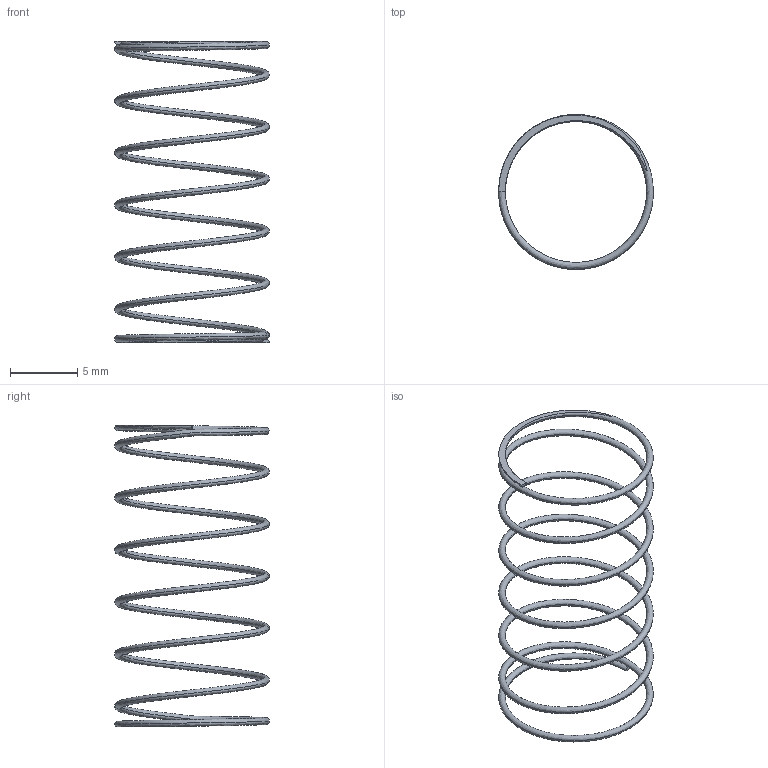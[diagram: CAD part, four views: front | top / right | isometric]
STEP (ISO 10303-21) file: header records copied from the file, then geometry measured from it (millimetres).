
FILE_DESCRIPTION(('STEP AP214'),'1');
FILE_NAME('cctmp_6EFEC9A1-BCF3-4B64-9EA5-4FCF95042DEB_2020_7_9_11_41_52_596..stp','2020-07-09T09:41:52',('Gutekunst + Co.KG Federnfabriken'),('CADClick - www.CADClick.com'),'Spatial InterOp 3D',' ','unknown authorization');
FILE_SCHEMA(('AUTOMOTIVE_DESIGN'));
Length unit declared in the file: millimetre
Products named in the file (1): 2020_07_09__11-41-52-596
Bounding box: 11.5 x 11.5 x 22.4 mm (x, y, z)
Volume: 49.9 mm3; surface area: 405.2 mm2
Topology: 1 solids, 1 shells, 6 faces, 8 edges, 4 vertices
Faces by surface type: plane 4, bspline 2
Entity records: 4610 total; most frequent: CARTESIAN_POINT 4449, DIRECTION 16, ORIENTED_EDGE 16, EDGE_CURVE 8, STYLED_ITEM 7, PRESENTATION_STYLE_ASSIGNMENT 7, AXIS2_PLACEMENT_3D 7, SURFACE_STYLE_USAGE 7
